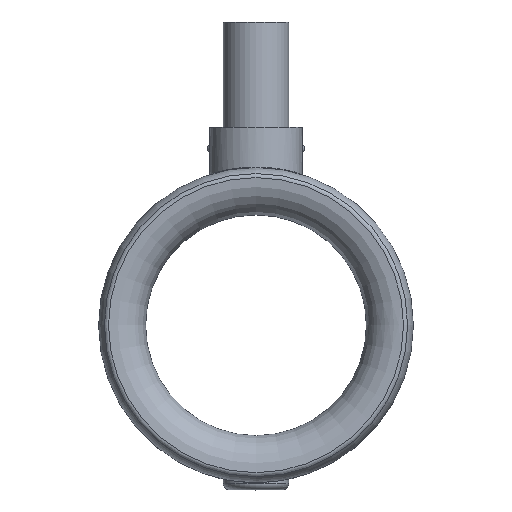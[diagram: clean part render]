
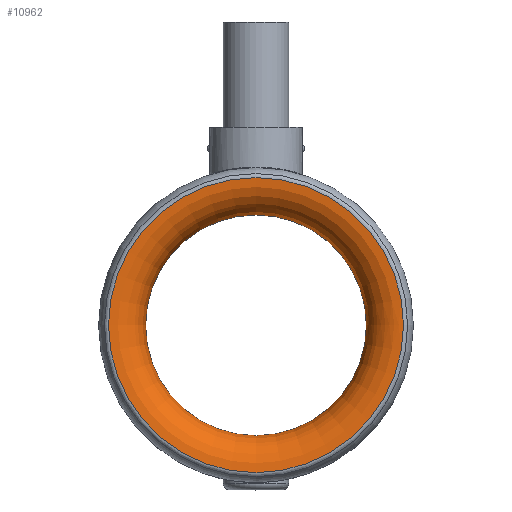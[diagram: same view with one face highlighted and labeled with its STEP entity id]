
A CAD part, top view. The second image highlights one B-rep face of the part: STEP entity #10962.
In plain terms, the highlighted toroidal (fillet/blend) face has major radius 111 mm and minor radius 27 mm.
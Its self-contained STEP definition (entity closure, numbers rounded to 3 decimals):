
#1063 = AXIS2_PLACEMENT_3D ( 'NONE', #4955, #19801, #19932 ) ;
#1094 = CIRCLE ( 'NONE', #8858, 84. ) ;
#2444 = VERTEX_POINT ( 'NONE', #17752 ) ;
#3936 = EDGE_CURVE ( 'NONE', #2444, #2444, #1094, .T. ) ;
#4955 = CARTESIAN_POINT ( 'NONE',  ( 146.104, 162.487, 180.74 ) ) ;
#5691 = CARTESIAN_POINT ( 'NONE',  ( 146.104, 162.487, 153.767 ) ) ;
#5726 = VERTEX_POINT ( 'NONE', #7744 ) ;
#7744 = CARTESIAN_POINT ( 'NONE',  ( 258.304, 162.487, 180.74 ) ) ;
#8418 = CIRCLE ( 'NONE', #1063, 112.2 ) ;
#8858 = AXIS2_PLACEMENT_3D ( 'NONE', #5691, #16621, #12723 ) ;
#9604 = DIRECTION ( 'NONE',  ( 1., 0., 0. ) ) ;
#10962 = ADVANCED_FACE ( 'NONE', ( #19243, #23018 ), #15813, .T. ) ;
#12723 = DIRECTION ( 'NONE',  ( 1., 0., 0. ) ) ;
#13869 = CARTESIAN_POINT ( 'NONE',  ( 146.104, 162.487, 153.767 ) ) ;
#15813 = TOROIDAL_SURFACE ( 'NONE', #20879, 111., 27. ) ;
#16621 = DIRECTION ( 'NONE',  ( 0., 0., 1. ) ) ;
#17051 = DIRECTION ( 'NONE',  ( 0., 0., 1. ) ) ;
#17752 = CARTESIAN_POINT ( 'NONE',  ( 230.104, 162.487, 153.767 ) ) ;
#17944 = EDGE_LOOP ( 'NONE', ( #20145 ) ) ;
#19243 = FACE_OUTER_BOUND ( 'NONE', #19690, .T. ) ;
#19690 = EDGE_LOOP ( 'NONE', ( #24074 ) ) ;
#19801 = DIRECTION ( 'NONE',  ( 0., 0., 1. ) ) ;
#19932 = DIRECTION ( 'NONE',  ( 1., 0., 0. ) ) ;
#20145 = ORIENTED_EDGE ( 'NONE', *, *, #23785, .T. ) ;
#20879 = AXIS2_PLACEMENT_3D ( 'NONE', #13869, #17051, #9604 ) ;
#23018 = FACE_OUTER_BOUND ( 'NONE', #17944, .T. ) ;
#23785 = EDGE_CURVE ( 'NONE', #5726, #5726, #8418, .T. ) ;
#24074 = ORIENTED_EDGE ( 'NONE', *, *, #3936, .F. ) ;
